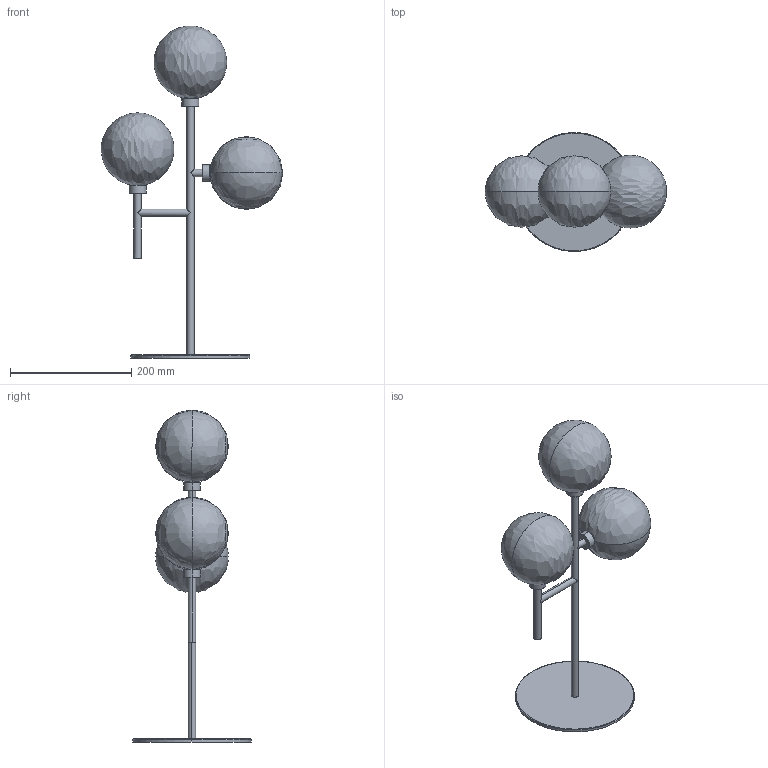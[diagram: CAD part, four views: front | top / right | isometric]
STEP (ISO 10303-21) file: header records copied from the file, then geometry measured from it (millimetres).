
FILE_DESCRIPTION(/* description */ (''),/* implementation_level */ '2;1');
FILE_NAME(/* name */ '1744.292_DOM',/* time_stamp */ '2023-01-24T15:21:52+01:00',/* author */ (''),/* organization */ (''),/* preprocessor_version */ 'ST-DEVELOPER v16.5',/* originating_system */ 'Rhino 7.15',/* authorisation */ '');
FILE_SCHEMA (('CONFIG_CONTROL_DESIGN'));
Length unit declared in the file: millimetre
Products named in the file (1): Document
Bounding box: 299.5 x 196.03 x 547.9 mm (x, y, z)
Volume: 376463.2 mm3; surface area: 378045.2 mm2
Topology: 7 solids, 14 shells, 66 faces, 174 edges, 93 vertices
Faces by surface type: bspline 38, cylinder 22, plane 6
Entity records: 3002 total; most frequent: CARTESIAN_POINT 2040, ORIENTED_EDGE 254, EDGE_CURVE 144, VERTEX_POINT 93, ADVANCED_FACE 66, FACE_OUTER_BOUND 66, EDGE_LOOP 66, B_SPLINE_CURVE_WITH_KNOTS 60
